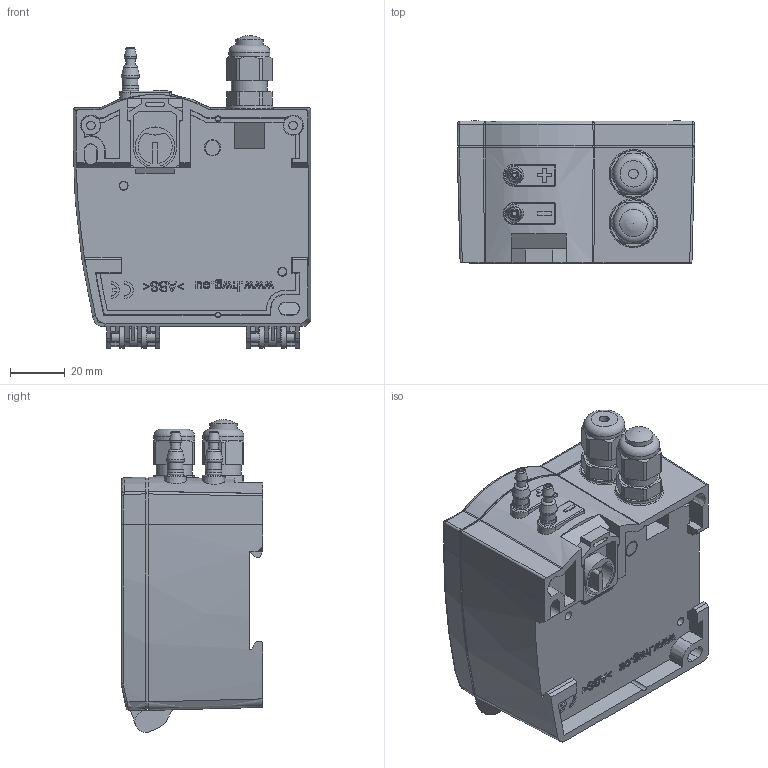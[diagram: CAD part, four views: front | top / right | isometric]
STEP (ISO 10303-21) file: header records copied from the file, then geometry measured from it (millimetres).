
FILE_DESCRIPTION((''),'2;1');
FILE_NAME('PS27 mit Display.stp','2010-10-14T15:52:24',('nwolf'),(''),'Autodesk Inventor 2010','Autodesk Inventor 2010','');
FILE_SCHEMA(('AUTOMOTIVE_DESIGN { 1 0 10303 214 1 1 1 1 }'));
Length unit declared in the file: millimetre
Products named in the file (10): ENG-000930; 1000.012953M; 1000.013253M; 1020.003394M; ENG-000899; 3090.000839M; DIN 7985 (H) M4x16-H; 7000.002004MA; 1520.001614M; 1450.000299M
Assembly tree (12 placements, depth 2):
  ENG-000930
    1000.012953M
    1000.013253M
    1020.003394M
    ENG-000899
    3090.000839M
    DIN 7985 (H) M4x16-H  x2
    7000.002004MA
    1520.001614M  x2
    1450.000299M  x2
Bounding box: 87 x 51.92 x 114.35 mm (x, y, z)
Volume: 99538.8 mm3; surface area: 86829.2 mm2
Topology: 12 solids, 12 shells, 2192 faces, 5843 edges, 3790 vertices
Faces by surface type: plane 1399, cylinder 308, bspline 273, cone 170, torus 40, sphere 2
Full cylindrical faces by diameter (mm): 1.6 x2, 2.8 x1, 3 x3, 3.5 x6, 3.65 x2, 3.85 x2, 4 x8, 5.4 x1, 5.5 x2, 6 x3, 10 x1, 10.2 x2, 10.38 x2, 12 x2, 13.2 x2, 15 x2
Entity records: 71732 total; most frequent: CARTESIAN_POINT 24569, ORIENTED_EDGE 10162, DIRECTION 8821, EDGE_CURVE 5081, VECTOR 3429, LINE 3429, VERTEX_POINT 3364, AXIS2_PLACEMENT_3D 2696
